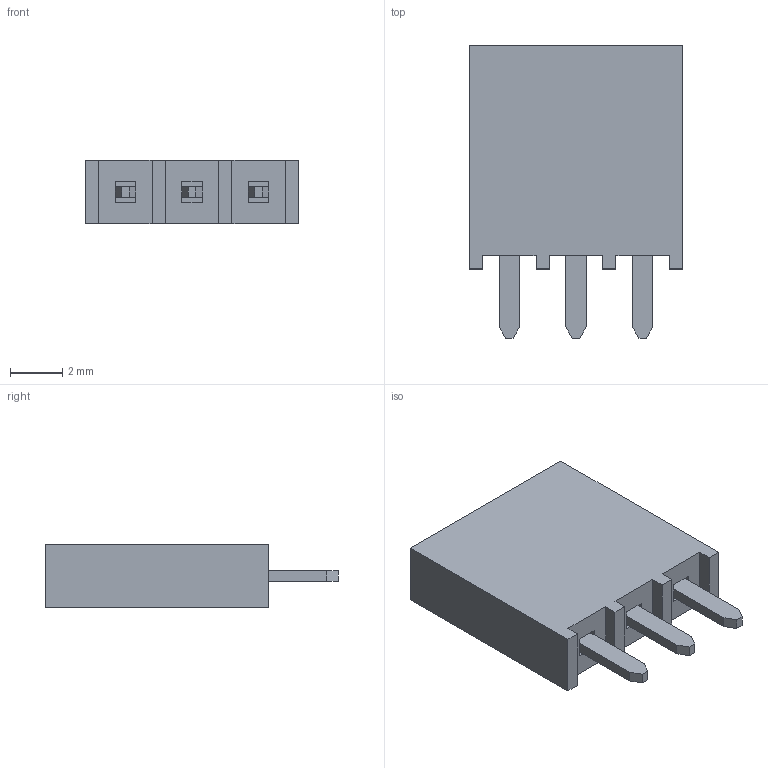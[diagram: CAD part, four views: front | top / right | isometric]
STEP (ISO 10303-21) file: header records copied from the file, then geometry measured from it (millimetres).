
FILE_DESCRIPTION(/* description */ ('STEP AP214'),/* implementation_level */ '2;1');
FILE_NAME(/* name */ 'SSW-103-01-G-S',/* time_stamp */ '2023-09-22T12:51:23+02:00',/* author */ ('License CC BY-ND 4.0'),/* organization */ ('CADENAS'),/* preprocessor_version */ 'ST-DEVELOPER v19.3',/* originating_system */ 'PARTsolutions',/* authorisation */ ' ');
FILE_SCHEMA (('AUTOMOTIVE_DESIGN {1 0 10303 214 3 1 1}'));
Length unit declared in the file: inch
Products named in the file (3): SSW-103-01-G-S; P2SSW-103-01-G-S; T1SSW-103-01-G-S
Assembly tree (2 placements, depth 2):
  SSW-103-01-G-S
    P2SSW-103-01-G-S
    T1SSW-103-01-G-S
Bounding box: 8.13 x 11.15 x 2.41 mm (x, y, z)
Volume: 148.7 mm3; surface area: 332.6 mm2
Topology: 2 solids, 2 shells, 57 faces, 150 edges, 100 vertices
Faces by surface type: plane 57
Entity records: 1814 total; most frequent: CARTESIAN_POINT 310, ORIENTED_EDGE 300, DIRECTION 270, EDGE_CURVE 150, LINE 150, VECTOR 150, VERTEX_POINT 100, EDGE_LOOP 66
